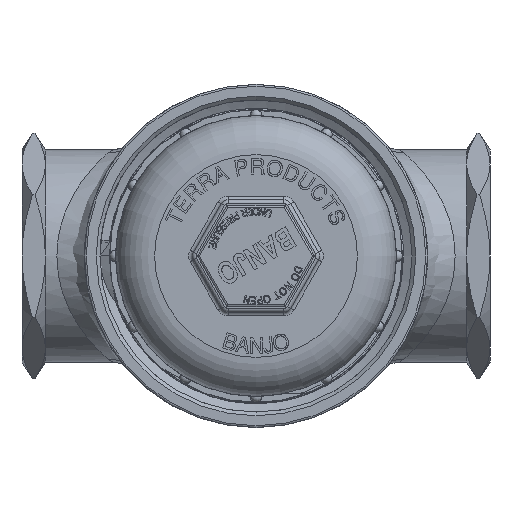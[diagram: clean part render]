
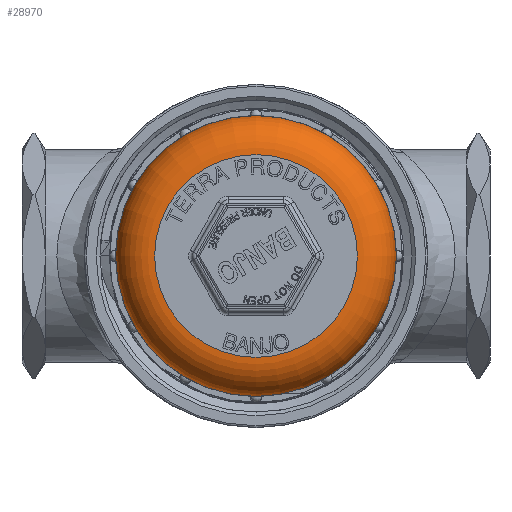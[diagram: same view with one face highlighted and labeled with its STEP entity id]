
A CAD part, front view. The second image highlights one B-rep face of the part: STEP entity #28970.
In plain terms, the highlighted toroidal (fillet/blend) face has major radius 41.275 mm and minor radius 15.875 mm.
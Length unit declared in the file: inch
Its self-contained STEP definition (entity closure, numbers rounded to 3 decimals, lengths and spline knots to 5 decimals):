
#782=TOROIDAL_SURFACE('',#30878,1.625,0.625);
#2855=FACE_OUTER_BOUND('',#4575,.T.);
#4575=EDGE_LOOP('',(#24773,#24774,#24775,#24776,#24777,#24778,#24779));
#6901=CIRCLE('',#30616,1.625);
#6902=CIRCLE('',#30617,1.625);
#7026=CIRCLE('',#30879,2.25);
#7027=CIRCLE('',#30880,0.625);
#7028=CIRCLE('',#30881,2.25);
#7029=CIRCLE('',#30882,2.25);
#13434=VERTEX_POINT('',#56328);
#13435=VERTEX_POINT('',#56329);
#13626=VERTEX_POINT('',#60155);
#13627=VERTEX_POINT('',#60156);
#13628=VERTEX_POINT('',#60159);
#17197=EDGE_CURVE('',#13434,#13435,#6901,.T.);
#17198=EDGE_CURVE('',#13435,#13434,#6902,.T.);
#17510=EDGE_CURVE('',#13626,#13627,#7026,.T.);
#17511=EDGE_CURVE('',#13627,#13435,#7027,.T.);
#17512=EDGE_CURVE('',#13627,#13628,#7028,.T.);
#17513=EDGE_CURVE('',#13628,#13626,#7029,.T.);
#24773=ORIENTED_EDGE('',*,*,#17510,.T.);
#24774=ORIENTED_EDGE('',*,*,#17511,.T.);
#24775=ORIENTED_EDGE('',*,*,#17198,.T.);
#24776=ORIENTED_EDGE('',*,*,#17197,.T.);
#24777=ORIENTED_EDGE('',*,*,#17511,.F.);
#24778=ORIENTED_EDGE('',*,*,#17512,.T.);
#24779=ORIENTED_EDGE('',*,*,#17513,.T.);
#28970=ADVANCED_FACE('',(#2855),#782,.T.);
#30616=AXIS2_PLACEMENT_3D('',#56330,#34616,#34617);
#30617=AXIS2_PLACEMENT_3D('',#56331,#34618,#34619);
#30878=AXIS2_PLACEMENT_3D('',#60154,#35234,#35235);
#30879=AXIS2_PLACEMENT_3D('',#60157,#35236,#35237);
#30880=AXIS2_PLACEMENT_3D('',#60158,#35238,#35239);
#30881=AXIS2_PLACEMENT_3D('',#60160,#35240,#35241);
#30882=AXIS2_PLACEMENT_3D('',#60161,#35242,#35243);
#34616=DIRECTION('center_axis',(0.,1.,0.));
#34617=DIRECTION('ref_axis',(1.,0.,0.));
#34618=DIRECTION('center_axis',(0.,1.,0.));
#34619=DIRECTION('ref_axis',(1.,0.,0.));
#35234=DIRECTION('center_axis',(0.,1.,0.));
#35235=DIRECTION('ref_axis',(0.,0.,1.));
#35236=DIRECTION('center_axis',(0.,-1.,0.));
#35237=DIRECTION('ref_axis',(1.,0.,0.));
#35238=DIRECTION('center_axis',(-1.,0.,0.));
#35239=DIRECTION('ref_axis',(0.,0.,-1.));
#35240=DIRECTION('center_axis',(0.,-1.,0.));
#35241=DIRECTION('ref_axis',(1.,0.,0.));
#35242=DIRECTION('center_axis',(0.,-1.,0.));
#35243=DIRECTION('ref_axis',(1.,0.,0.));
#56328=CARTESIAN_POINT('',(-1.625,0.,0.));
#56329=CARTESIAN_POINT('',(0.,0.,
-1.625));
#56330=CARTESIAN_POINT('Origin',(0.,0.,0.));
#56331=CARTESIAN_POINT('Origin',(0.,0.,0.));
#60154=CARTESIAN_POINT('Origin',(0.,0.625,0.));
#60155=CARTESIAN_POINT('',(-2.25,0.625,0.));
#60156=CARTESIAN_POINT('',(0.,0.625,-2.25));
#60157=CARTESIAN_POINT('Origin',(0.,0.625,0.));
#60158=CARTESIAN_POINT('Origin',(0.,0.625,-1.625));
#60159=CARTESIAN_POINT('',(2.25,0.625,0.));
#60160=CARTESIAN_POINT('Origin',(0.,0.625,0.));
#60161=CARTESIAN_POINT('Origin',(0.,0.625,0.));
